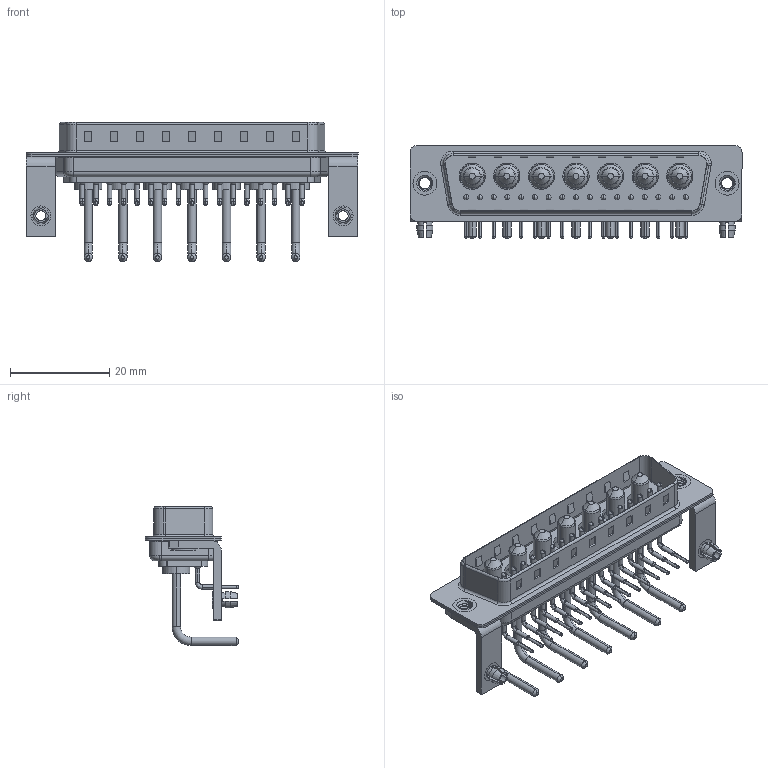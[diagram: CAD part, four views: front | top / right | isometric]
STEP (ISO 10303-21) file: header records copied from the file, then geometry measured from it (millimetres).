
FILE_DESCRIPTION (( 'STEP AP203' ), '1' );
FILE_NAME ('629-24W7250-1N3.STEP', '2022-05-17T18:44:34', ( '' ), ( '' ), 'SwSTEP 2.0', 'SolidWorks 2020', '' );
FILE_SCHEMA (( 'CONFIG_CONTROL_DESIGN' ));
Length unit declared in the file: millimetre
Products named in the file (9): 629Combo Board Lock_50 Contacts; 629Combo Housing_24W7; 629Combo Shell Front_50 Contacts; 629Combo Threaded Rivet_3; 629Combo Contact Row 3; 629Combo Stabilizer Bracket_50 Contacts; 629-24W7250-1N3; Power Pin_Ext 10A RA 50; 629Combo Shell Rear_50 Contacts
Assembly tree (33 placements, depth 2):
  629-24W7250-1N3
    629Combo Housing_24W7
    629Combo Shell Rear_50 Contacts
    629Combo Shell Front_50 Contacts
    629Combo Threaded Rivet_3  x2
    629Combo Stabilizer Bracket_50 Contacts  x2
    629Combo Board Lock_50 Contacts  x2
    Power Pin_Ext 10A RA 50  x7
    629Combo Contact Row 3  x17
Bounding box: 67 x 18.8 x 28.08 mm (x, y, z)
Volume: 5711.7 mm3; surface area: 12654 mm2
Topology: 40 solids, 40 shells, 2715 faces, 7321 edges, 4722 vertices
Faces by surface type: plane 1429, cylinder 950, cone 143, bspline 115, torus 78
Entity records: 26213 total; most frequent: CARTESIAN_POINT 5573, DIRECTION 4173, ORIENTED_EDGE 3814, EDGE_CURVE 1907, AXIS2_PLACEMENT_3D 1537, VERTEX_POINT 1227, LINE 1099, VECTOR 1099
